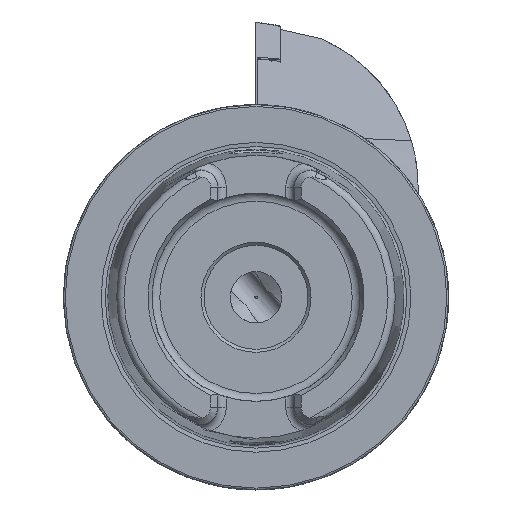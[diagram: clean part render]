
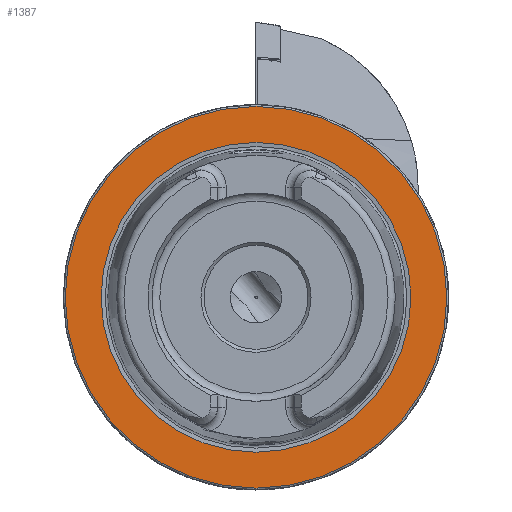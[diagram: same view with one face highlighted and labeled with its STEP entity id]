
A CAD part, left-side view. The second image highlights one B-rep face of the part: STEP entity #1387.
In plain terms, the highlighted planar face has unit normal (-1, 0, 0).
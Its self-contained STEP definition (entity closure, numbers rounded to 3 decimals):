
#20 = DIRECTION ( 'NONE',  ( -1., 0., 0. ) ) ;
#126 = VERTEX_POINT ( 'NONE', #5456 ) ;
#361 = ORIENTED_EDGE ( 'NONE', *, *, #5503, .T. ) ;
#583 = EDGE_LOOP ( 'NONE', ( #361 ) ) ;
#904 = EDGE_CURVE ( 'NONE', #9068, #9068, #5227, .T. ) ;
#1033 = CIRCLE ( 'NONE', #1138, 31.2 ) ;
#1138 = AXIS2_PLACEMENT_3D ( 'NONE', #9137, #2844, #6825 ) ;
#1387 = ADVANCED_FACE ( 'NONE', ( #5085, #5218 ), #5142, .F. ) ;
#1945 = AXIS2_PLACEMENT_3D ( 'NONE', #2821, #7595, #5368 ) ;
#2397 = CARTESIAN_POINT ( 'NONE',  ( 0., 0., 25.324 ) ) ;
#2821 = CARTESIAN_POINT ( 'NONE',  ( 0., 31.2, 0. ) ) ;
#2844 = DIRECTION ( 'NONE',  ( -1., 0., 0. ) ) ;
#4359 = AXIS2_PLACEMENT_3D ( 'NONE', #7864, #20, #7829 ) ;
#5085 = FACE_BOUND ( 'NONE', #10024, .T. ) ;
#5142 = PLANE ( 'NONE',  #1945 ) ;
#5214 = ORIENTED_EDGE ( 'NONE', *, *, #904, .F. ) ;
#5218 = FACE_OUTER_BOUND ( 'NONE', #583, .T. ) ;
#5227 = CIRCLE ( 'NONE', #4359, 25.324 ) ;
#5368 = DIRECTION ( 'NONE',  ( 0., 0., -1. ) ) ;
#5456 = CARTESIAN_POINT ( 'NONE',  ( 0., 0., 31.2 ) ) ;
#5503 = EDGE_CURVE ( 'NONE', #126, #126, #1033, .T. ) ;
#6825 = DIRECTION ( 'NONE',  ( 0., 0., 1. ) ) ;
#7595 = DIRECTION ( 'NONE',  ( 1., 0., 0. ) ) ;
#7829 = DIRECTION ( 'NONE',  ( 0., 0., 1. ) ) ;
#7864 = CARTESIAN_POINT ( 'NONE',  ( 0., 0., 0. ) ) ;
#9068 = VERTEX_POINT ( 'NONE', #2397 ) ;
#9137 = CARTESIAN_POINT ( 'NONE',  ( 0., 0., 0. ) ) ;
#10024 = EDGE_LOOP ( 'NONE', ( #5214 ) ) ;
